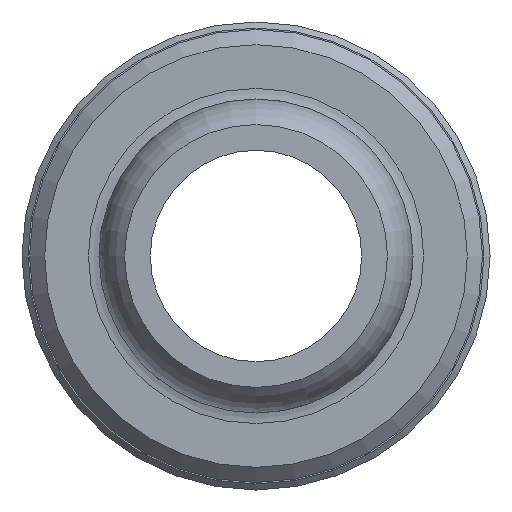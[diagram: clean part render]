
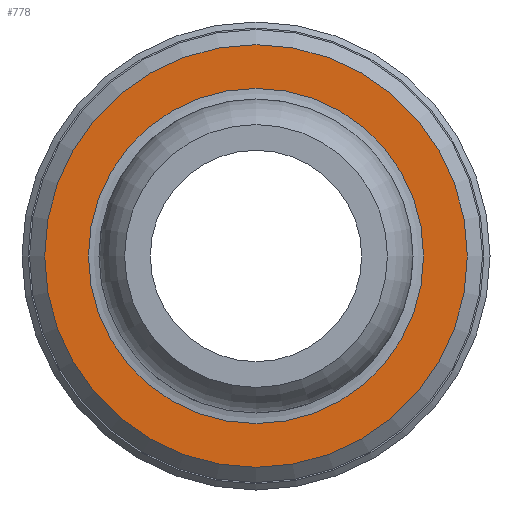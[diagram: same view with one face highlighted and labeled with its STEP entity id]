
A CAD part, left-side view. The second image highlights one B-rep face of the part: STEP entity #778.
In plain terms, the highlighted planar face has unit normal (-1, 0, 0).
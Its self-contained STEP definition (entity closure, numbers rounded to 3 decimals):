
#736=CARTESIAN_POINT('',(25.0,7.,0.));
#737=VERTEX_POINT('',#736);
#738=CARTESIAN_POINT('',(25.0,0.0,0.0));
#739=DIRECTION('',(1.0,0.0,0.0));
#740=DIRECTION('',(0.0,-1.0,0.0));
#741=AXIS2_PLACEMENT_3D('',#738,#739,#740);
#742=CIRCLE('',#741,7.);
#743=EDGE_CURVE('',#737,#737,#742,.T.);
#759=CARTESIAN_POINT('',(25.0,6.025,0.0));
#760=DIRECTION('',(-1.0,0.0,0.0));
#761=DIRECTION('',(0.0,0.0,1.0));
#762=AXIS2_PLACEMENT_3D('',#759,#760,#761);
#763=PLANE('',#762);
#764=ORIENTED_EDGE('',*,*,#743,.F.);
#765=EDGE_LOOP('',(#764));
#766=FACE_OUTER_BOUND('',#765,.T.);
#767=CARTESIAN_POINT('',(25.0,5.55,0.));
#768=VERTEX_POINT('',#767);
#769=CARTESIAN_POINT('',(25.0,0.0,0.0));
#770=DIRECTION('',(-1.0,0.0,0.0));
#771=DIRECTION('',(0.0,-1.0,0.0));
#772=AXIS2_PLACEMENT_3D('',#769,#770,#771);
#773=CIRCLE('',#772,5.55);
#774=EDGE_CURVE('',#768,#768,#773,.T.);
#775=ORIENTED_EDGE('',*,*,#774,.F.);
#776=EDGE_LOOP('',(#775));
#777=FACE_BOUND('',#776,.T.);
#778=ADVANCED_FACE('',(#766,#777),#763,.T.);
